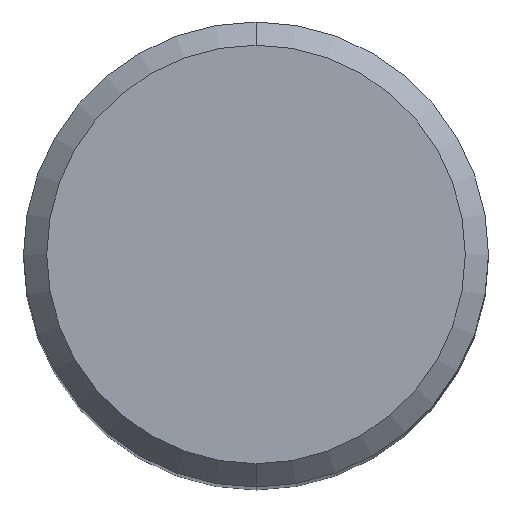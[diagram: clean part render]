
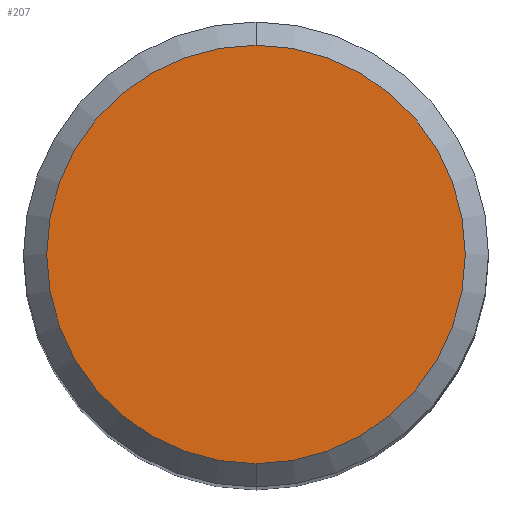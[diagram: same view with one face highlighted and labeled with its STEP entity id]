
A CAD part, top view. The second image highlights one B-rep face of the part: STEP entity #207.
In plain terms, the highlighted planar face has unit normal (0, 0, 1).
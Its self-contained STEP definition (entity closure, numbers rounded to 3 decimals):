
#143=VERTEX_POINT('',#299);
#149=EDGE_CURVE('',#143,#211,#306,.T.);
#157=EDGE_CURVE('',#211,#143,#315,.T.);
#207=ADVANCED_FACE('',(#373),#374,.T.);
#211=VERTEX_POINT('',#378);
#299=CARTESIAN_POINT('',(0.,-4.5,0.));
#306=CIRCLE('',#486,4.5);
#315=CIRCLE('',#497,4.5);
#373=FACE_OUTER_BOUND('',#572,.T.);
#374=PLANE('',#573);
#378=CARTESIAN_POINT('',(0.0,4.5,0.));
#486=AXIS2_PLACEMENT_3D('',#680,#681,#682);
#497=AXIS2_PLACEMENT_3D('',#694,#695,#696);
#572=EDGE_LOOP('',(#777,#778));
#573=AXIS2_PLACEMENT_3D('',#779,#780,#781);
#680=CARTESIAN_POINT('',(0.0,0.0,0.));
#681=DIRECTION('',(0.0,0.0,-1.0));
#682=DIRECTION('',(0.0,1.0,0.0));
#694=CARTESIAN_POINT('',(0.0,0.0,0.));
#695=DIRECTION('',(0.0,0.0,-1.0));
#696=DIRECTION('',(0.0,1.0,0.0));
#777=ORIENTED_EDGE('',*,*,#157,.F.);
#778=ORIENTED_EDGE('',*,*,#149,.F.);
#779=CARTESIAN_POINT('',(0.0,2.25,0.));
#780=DIRECTION('',(-0.0,0.0,1.0));
#781=DIRECTION('',(0.0,-1.0,0.0));
